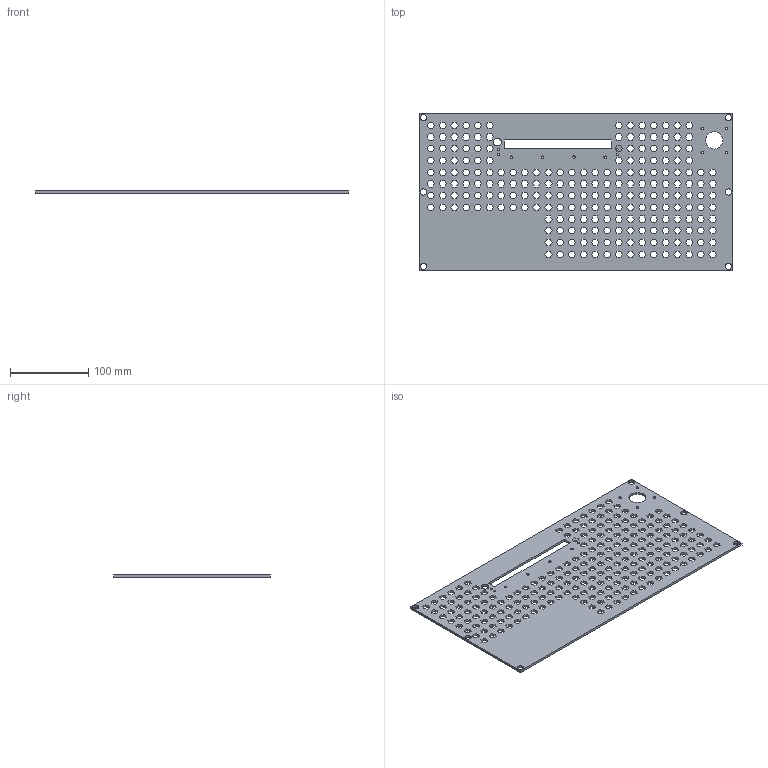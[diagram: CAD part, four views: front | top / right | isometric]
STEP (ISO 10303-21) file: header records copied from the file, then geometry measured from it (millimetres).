
FILE_DESCRIPTION(('FreeCAD Model'),'2;1');
FILE_NAME('Open CASCADE Shape Model','2024-06-19T17:03:25',('Author'),( ''),'Open CASCADE STEP processor 7.6','FreeCAD','Unknown');
FILE_SCHEMA(('AUTOMOTIVE_DESIGN { 1 0 10303 214 1 1 1 1 }'));
Length unit declared in the file: millimetre
Products named in the file (1): Layer2
Bounding box: 400 x 200 x 3 mm (x, y, z)
Volume: 197770.9 mm3; surface area: 154966.2 mm2
Topology: 1 solids, 1 shells, 1298 faces, 3894 edges, 2600 vertices
Faces by surface type: plane 1278, cylinder 20
Full cylindrical faces by diameter (mm): 2.4 x4, 3.2 x8, 8 x6, 10 x1, 22 x1
Entity records: 43844 total; most frequent: CARTESIAN_POINT 7793, ORIENTED_EDGE 7788, DIRECTION 6532, EDGE_CURVE 3894, LINE 3854, VECTOR 3854, VERTEX_POINT 2600, FACE_BOUND 1764
